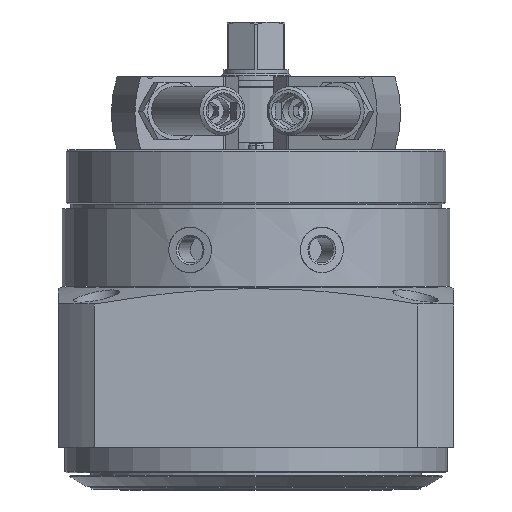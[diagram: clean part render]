
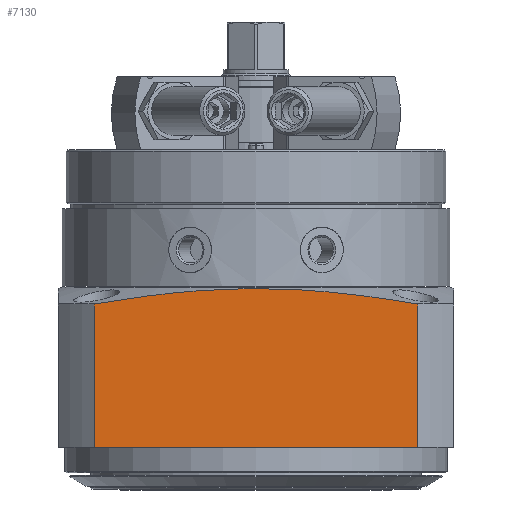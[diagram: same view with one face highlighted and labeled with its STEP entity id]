
A CAD part, front view. The second image highlights one B-rep face of the part: STEP entity #7130.
In plain terms, the highlighted planar face has unit normal (0, -1, 0).
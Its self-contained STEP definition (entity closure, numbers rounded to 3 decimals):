
#94=PLANE('',#9213);
#457=LINE('',#12999,#862);
#458=LINE('',#13001,#863);
#459=LINE('',#13003,#864);
#862=VECTOR('',#10245,1000.);
#863=VECTOR('',#10248,1000.);
#864=VECTOR('',#10249,1000.);
#1301=B_SPLINE_CURVE_WITH_KNOTS('',3,(#12877,#12878,#12879,#12880,#12881,
#12882,#12883,#12884,#12885),.UNSPECIFIED.,.F.,.F.,(4,1,1,1,1,1,4),(0.109,
0.136,0.149,0.162,0.176,
0.189,0.216),.UNSPECIFIED.);
#1439=ORIENTED_EDGE('',*,*,#3285,.F.);
#1440=ORIENTED_EDGE('',*,*,#3307,.F.);
#1441=ORIENTED_EDGE('',*,*,#3308,.T.);
#1442=ORIENTED_EDGE('',*,*,#3309,.T.);
#3285=EDGE_CURVE('',#4223,#4224,#1301,.T.);
#3307=EDGE_CURVE('',#4242,#4223,#457,.T.);
#3308=EDGE_CURVE('',#4242,#4243,#458,.T.);
#3309=EDGE_CURVE('',#4243,#4224,#459,.T.);
#4223=VERTEX_POINT('',#12876);
#4224=VERTEX_POINT('',#12886);
#4242=VERTEX_POINT('',#12998);
#4243=VERTEX_POINT('',#13002);
#5352=EDGE_LOOP('',(#1439,#1440,#1441,#1442));
#6167=FACE_BOUND('',#5352,.T.);
#7130=ADVANCED_FACE('',(#6167),#94,.T.);
#9213=AXIS2_PLACEMENT_3D('',#13000,#10246,#10247);
#10245=DIRECTION('',(0.,0.,1.));
#10246=DIRECTION('',(0.,-1.,0.));
#10247=DIRECTION('',(0.,0.,-1.));
#10248=DIRECTION('',(1.,0.,0.));
#10249=DIRECTION('',(0.,0.,1.));
#12876=CARTESIAN_POINT('',(-53.207,-65.,-50.793));
#12877=CARTESIAN_POINT('',(-53.207,-65.,-50.793));
#12878=CARTESIAN_POINT('',(-44.474,-65.,-49.311));
#12879=CARTESIAN_POINT('',(-31.32,-65.,-47.397));
#12880=CARTESIAN_POINT('',(-13.586,-65.,-45.962));
#12881=CARTESIAN_POINT('',(-0.161,-65.,-45.575));
#12882=CARTESIAN_POINT('',(13.382,-65.,-45.949));
#12883=CARTESIAN_POINT('',(31.207,-65.,-47.382));
#12884=CARTESIAN_POINT('',(44.432,-65.,-49.304));
#12885=CARTESIAN_POINT('',(53.207,-65.,-50.793));
#12886=CARTESIAN_POINT('',(53.207,-65.,-50.793));
#12998=CARTESIAN_POINT('',(-53.207,-65.,-98.));
#12999=CARTESIAN_POINT('',(-53.207,-65.,-98.));
#13000=CARTESIAN_POINT('',(-53.207,-65.,-98.));
#13001=CARTESIAN_POINT('',(-53.207,-65.,-98.));
#13002=CARTESIAN_POINT('',(53.207,-65.,-98.));
#13003=CARTESIAN_POINT('',(53.207,-65.,-98.));
